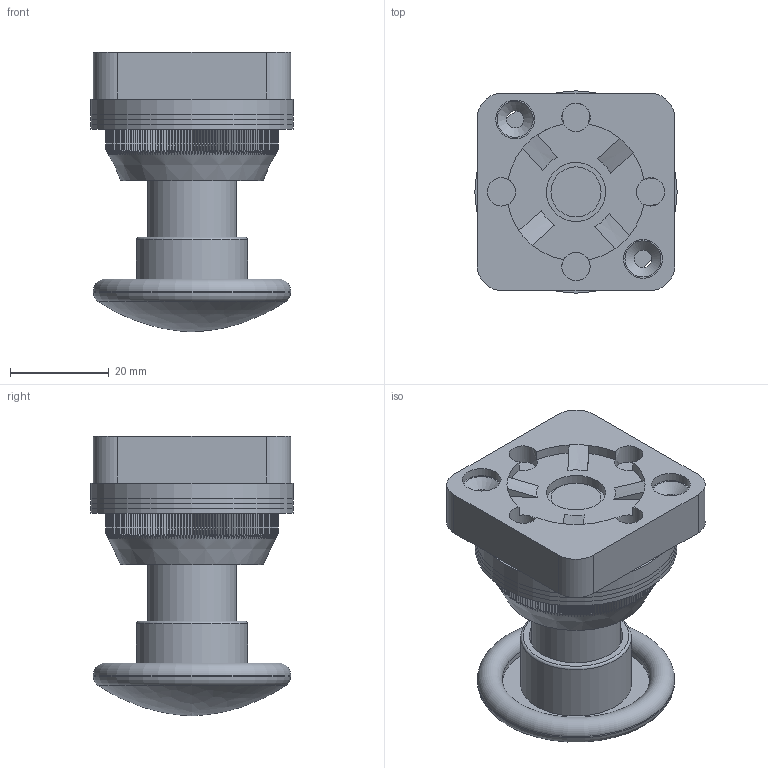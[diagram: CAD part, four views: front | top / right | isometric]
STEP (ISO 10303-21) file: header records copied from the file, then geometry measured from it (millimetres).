
FILE_DESCRIPTION((''),'2;1');
FILE_NAME('AMx.stp','2007-11-20T17:25:35',('Philipp'),(''),'Autodesk Inventor 2008','Autodesk Inventor 2008','');
FILE_SCHEMA(('AUTOMOTIVE_DESIGN { 1 0 10303 214 1 1 1 1 }'));
Length unit declared in the file: inch
Products named in the file (5): AMx; base; cap; rubber_gasket_3mm; rubber_gasket_1mm
Assembly tree (6 placements, depth 2):
  AMx
    base
    cap
    rubber_gasket_3mm
    rubber_gasket_1mm  x3
Bounding box: 41 x 41 x 56.65 mm (x, y, z)
Volume: 42306.8 mm3; surface area: 23196.6 mm2
Topology: 6 solids, 6 shells, 659 faces, 1885 edges, 1252 vertices
Faces by surface type: plane 411, cylinder 220, torus 12, bspline 9, cone 7
Full cylindrical faces by diameter (mm): 3.5 x1, 5.75 x2, 7.85 x1, 10.15 x1, 12 x1, 18 x1, 19 x1, 22.5 x1, 24 x1, 24.5 x1, 30 x3, 30.5 x4, 31 x1, 40 x1, 41 x4
Entity records: 21190 total; most frequent: CARTESIAN_POINT 4728, ORIENTED_EDGE 3662, DIRECTION 3228, EDGE_CURVE 1831, VERTEX_POINT 1235, AXIS2_PLACEMENT_3D 1128, VECTOR 972, LINE 972
